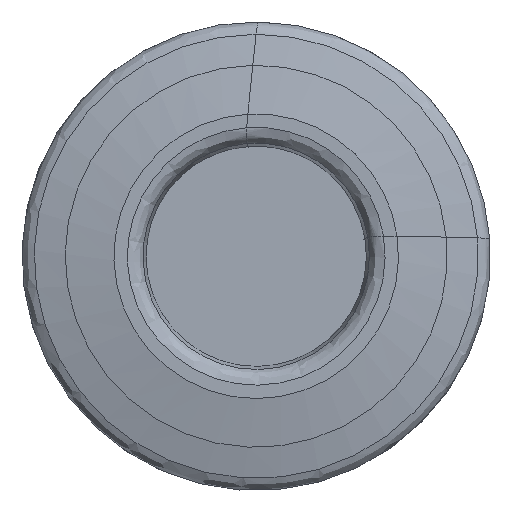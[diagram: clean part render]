
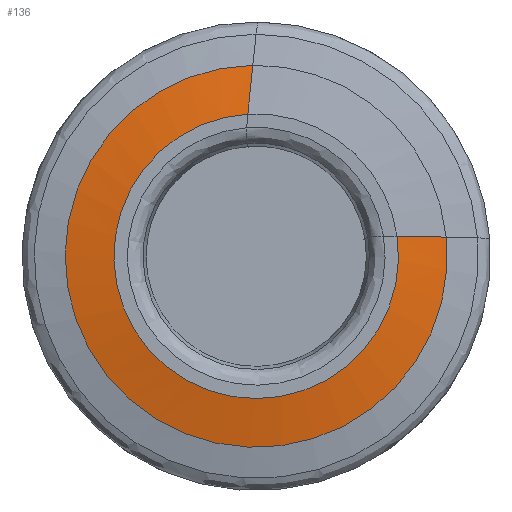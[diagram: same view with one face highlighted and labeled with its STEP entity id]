
A CAD part, left-side view. The second image highlights one B-rep face of the part: STEP entity #136.
In plain terms, the highlighted free-form (B-spline) face has degree [1, 3] with [2, 7] control points.
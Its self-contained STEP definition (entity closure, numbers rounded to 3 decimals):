
#136=ADVANCED_FACE('',(#219),#190,.F.);
#190=(
BOUNDED_SURFACE()
B_SPLINE_SURFACE(1,3,((#1216,#1217,#1218,#1219,#1220,#1221,#1222),(#1223,
#1224,#1225,#1226,#1227,#1228,#1229)),.UNSPECIFIED.,.F.,.F.,.F.)
B_SPLINE_SURFACE_WITH_KNOTS((2,2),(4,3,4),(0.,1.),(0.,0.5,1.),
 .UNSPECIFIED.)
GEOMETRIC_REPRESENTATION_ITEM()
RATIONAL_B_SPLINE_SURFACE(((1.,0.576,0.576,1.,0.576,
0.576,1.),(1.,0.576,0.576,1.,0.576,
0.576,1.)))
REPRESENTATION_ITEM('')
SURFACE()
);
#219=FACE_OUTER_BOUND('',#253,.T.);
#253=EDGE_LOOP('',(#418,#419,#420,#421));
#334=CIRCLE('',#757,10.63);
#335=CIRCLE('',#759,14.268);
#418=ORIENTED_EDGE('',*,*,#635,.F.);
#419=ORIENTED_EDGE('',*,*,#636,.T.);
#420=ORIENTED_EDGE('',*,*,#632,.T.);
#421=ORIENTED_EDGE('',*,*,#637,.T.);
#570=VERTEX_POINT('',#1206);
#571=VERTEX_POINT('',#1207);
#572=VERTEX_POINT('',#1212);
#573=VERTEX_POINT('',#1213);
#632=EDGE_CURVE('',#570,#571,#334,.T.);
#635=EDGE_CURVE('',#572,#573,#335,.T.);
#636=EDGE_CURVE('',#572,#570,#706,.T.);
#637=EDGE_CURVE('',#571,#573,#707,.T.);
#706=LINE('',#1214,#730);
#707=LINE('',#1215,#731);
#730=VECTOR('',#877,1.);
#731=VECTOR('',#878,1.);
#757=AXIS2_PLACEMENT_3D('',#1205,#869,#870);
#759=AXIS2_PLACEMENT_3D('',#1211,#875,#876);
#869=DIRECTION('',(1.,0.,0.));
#870=DIRECTION('',(0.,-0.99,0.141));
#875=DIRECTION('',(1.,0.,0.));
#876=DIRECTION('',(0.,-0.995,0.1));
#877=DIRECTION('',(-0.173,0.985,0.018));
#878=DIRECTION('',(0.173,-0.099,0.98));
#1205=CARTESIAN_POINT('',(0.,0.,0.));
#1206=CARTESIAN_POINT('',(0.,-10.524,1.5));
#1207=CARTESIAN_POINT('',(0.,0.627,10.612));
#1211=CARTESIAN_POINT('',(0.644,0.,0.));
#1212=CARTESIAN_POINT('',(0.644,-14.196,1.432));
#1213=CARTESIAN_POINT('',(0.644,0.257,14.265));
#1214=CARTESIAN_POINT('',(0.,-10.524,1.5));
#1215=CARTESIAN_POINT('',(0.,0.627,10.612));
#1216=CARTESIAN_POINT('',(0.,-10.524,1.5));
#1217=CARTESIAN_POINT('',(0.,-12.142,-9.853));
#1218=CARTESIAN_POINT('',(0.,-2.154,-15.488));
#1219=CARTESIAN_POINT('',(0.,6.726,-8.232));
#1220=CARTESIAN_POINT('',(0.,15.607,-0.976));
#1221=CARTESIAN_POINT('',(0.,12.075,9.935));
#1222=CARTESIAN_POINT('',(0.,0.627,10.612));
#1223=CARTESIAN_POINT('',(0.644,-14.196,1.432));
#1224=CARTESIAN_POINT('',(0.644,-15.741,-13.882));
#1225=CARTESIAN_POINT('',(0.644,-2.036,-20.888));
#1226=CARTESIAN_POINT('',(0.644,9.473,-10.669));
#1227=CARTESIAN_POINT('',(0.644,20.983,-0.449));
#1228=CARTESIAN_POINT('',(0.644,15.647,13.988));
#1229=CARTESIAN_POINT('',(0.644,0.257,14.265));
